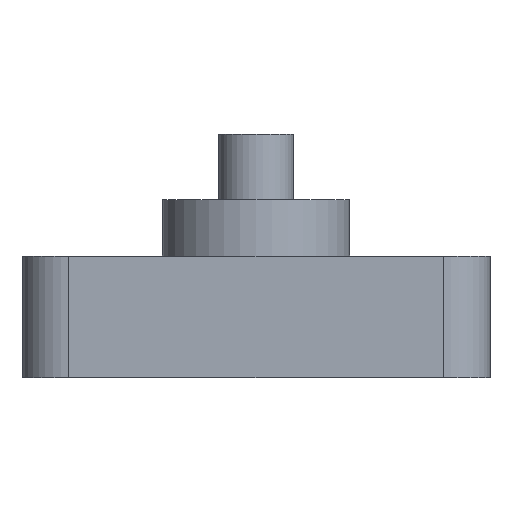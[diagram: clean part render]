
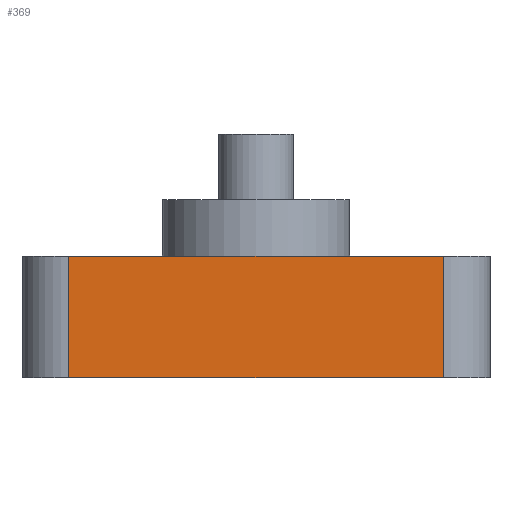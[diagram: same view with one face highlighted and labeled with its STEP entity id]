
A CAD part, front view. The second image highlights one B-rep face of the part: STEP entity #369.
In plain terms, the highlighted planar face has unit normal (0, -1, 0).
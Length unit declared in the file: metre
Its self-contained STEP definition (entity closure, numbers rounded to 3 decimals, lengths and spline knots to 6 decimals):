
#65=ORIENTED_EDGE('',*,*,#157,.F.);
#66=ORIENTED_EDGE('',*,*,#158,.F.);
#67=ORIENTED_EDGE('',*,*,#159,.T.);
#68=ORIENTED_EDGE('',*,*,#155,.T.);
#155=EDGE_CURVE('',#200,#199,#236,.T.);
#157=EDGE_CURVE('',#201,#199,#237,.T.);
#158=EDGE_CURVE('',#202,#201,#238,.T.);
#159=EDGE_CURVE('',#202,#200,#239,.T.);
#199=VERTEX_POINT('',#589);
#200=VERTEX_POINT('',#591);
#201=VERTEX_POINT('',#595);
#202=VERTEX_POINT('',#597);
#236=LINE('',#590,#262);
#237=LINE('',#594,#263);
#238=LINE('',#596,#264);
#239=LINE('',#598,#265);
#262=VECTOR('',#472,1.);
#263=VECTOR('',#477,1.);
#264=VECTOR('',#478,1.);
#265=VECTOR('',#479,1.);
#282=EDGE_LOOP('',(#65,#66,#67,#68));
#320=FACE_BOUND('',#282,.T.);
#356=PLANE('',#408);
#369=ADVANCED_FACE('',(#320),#356,.T.);
#408=AXIS2_PLACEMENT_3D('',#593,#475,#476);
#472=DIRECTION('',(0.,0.,-1.));
#475=DIRECTION('',(0.,-1.,0.));
#476=DIRECTION('',(1.,0.,0.));
#477=DIRECTION('',(-1.,0.,0.));
#478=DIRECTION('',(0.,0.,-1.));
#479=DIRECTION('',(-1.,0.,0.));
#589=CARTESIAN_POINT('',(-0.02,-0.015,0.013));
#590=CARTESIAN_POINT('',(-0.02,-0.015,0.026));
#591=CARTESIAN_POINT('',(-0.02,-0.015,0.026));
#593=CARTESIAN_POINT('',(-0.01,-0.015,0.026));
#594=CARTESIAN_POINT('',(-0.01,-0.015,0.013));
#595=CARTESIAN_POINT('',(0.02,-0.015,0.013));
#596=CARTESIAN_POINT('',(0.02,-0.015,0.026));
#597=CARTESIAN_POINT('',(0.02,-0.015,0.026));
#598=CARTESIAN_POINT('',(-0.01,-0.015,0.026));
